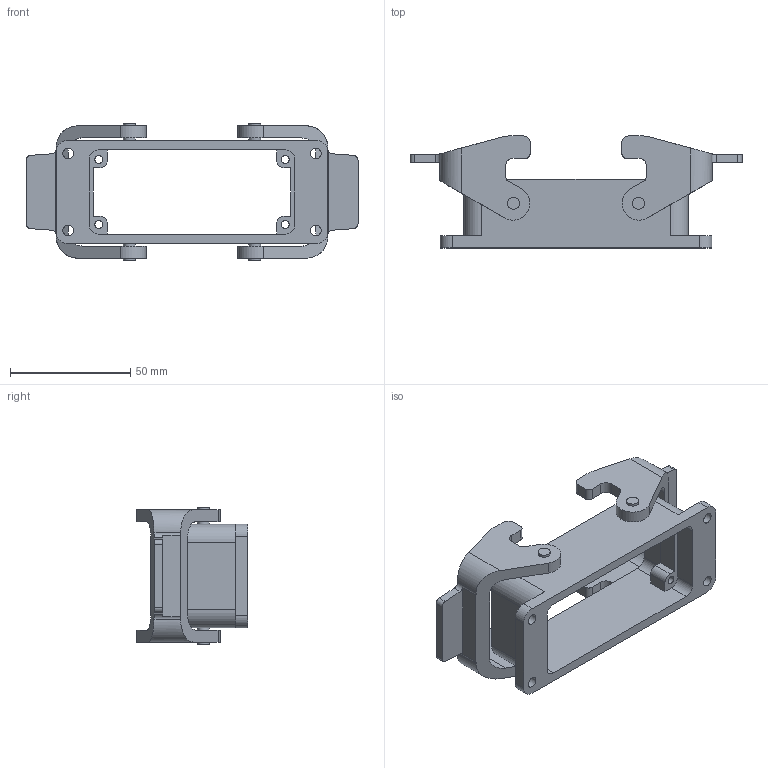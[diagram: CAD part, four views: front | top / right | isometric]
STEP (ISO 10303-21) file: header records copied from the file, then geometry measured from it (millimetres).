
FILE_DESCRIPTION( ( 'STEP AP203' ), ' ' );
FILE_NAME( '09300160301.stp', '2016-03-10T08:56:08', ( '' ), ( '' ), ' ', 'PARTsolutions', ' ' );
FILE_SCHEMA( ( 'CONFIG_CONTROL_DESIGN' ) );
Length unit declared in the file: millimetre
Products named in the file (1): _09300160301
Bounding box: 138 x 46.5 x 57 mm (x, y, z)
Volume: 59700.6 mm3; surface area: 32764.1 mm2
Topology: 1 solids, 1 shells, 156 faces, 444 edges, 298 vertices
Faces by surface type: plane 80, cylinder 76
Full cylindrical faces by diameter (mm): 3.3 x4, 4.4 x4, 5 x8
Entity records: 5090 total; most frequent: DIRECTION 896, CARTESIAN_POINT 871, ORIENTED_EDGE 844, EDGE_CURVE 422, AXIS2_PLACEMENT_3D 317, VERTEX_POINT 292, LINE 262, VECTOR 262
